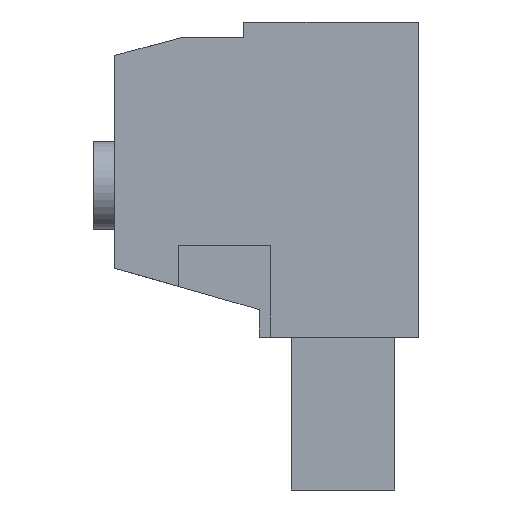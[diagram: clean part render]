
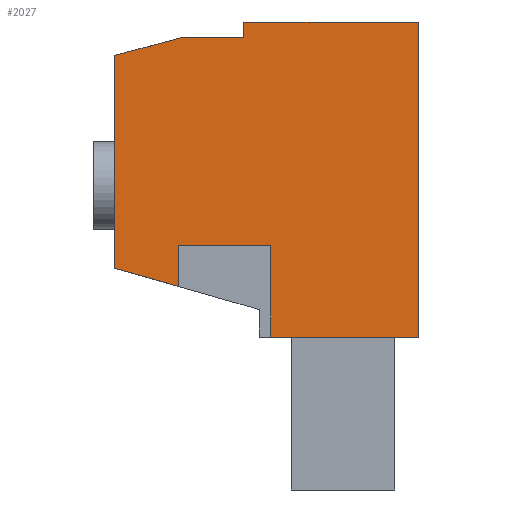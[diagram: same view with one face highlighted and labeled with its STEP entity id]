
A CAD part, left-side view. The second image highlights one B-rep face of the part: STEP entity #2027.
In plain terms, the highlighted planar face has unit normal (-1, 0, 0).
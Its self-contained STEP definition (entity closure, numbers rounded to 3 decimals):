
#1951=AXIS2_PLACEMENT_3D('Plane Axis2P3D',#1948,#1949,#1950) ;
#779=CARTESIAN_POINT('Vertex',(0.,0.,14.4)) ;
#782=CARTESIAN_POINT('Line Origine',(0.,6.95,14.4)) ;
#786=CARTESIAN_POINT('Vertex',(0.,13.9,14.4)) ;
#1715=CARTESIAN_POINT('Vertex',(0.,0.,44.1)) ;
#1718=CARTESIAN_POINT('Line Origine',(0.,0.,29.25)) ;
#1948=CARTESIAN_POINT('Axis2P3D Location',(0.,0.,0.)) ;
#1953=CARTESIAN_POINT('Line Origine',(0.,8.225,44.1)) ;
#1957=CARTESIAN_POINT('Vertex',(0.,16.45,44.1)) ;
#1960=CARTESIAN_POINT('Line Origine',(0.,16.45,43.35)) ;
#1964=CARTESIAN_POINT('Vertex',(0.,16.45,42.6)) ;
#1967=CARTESIAN_POINT('Line Origine',(0.,19.446,42.6)) ;
#1971=CARTESIAN_POINT('Vertex',(0.,22.442,42.6)) ;
#1974=CARTESIAN_POINT('Line Origine',(0.,25.521,41.775)) ;
#1978=CARTESIAN_POINT('Vertex',(0.,28.6,40.95)) ;
#1981=CARTESIAN_POINT('Line Origine',(0.,28.6,30.925)) ;
#1985=CARTESIAN_POINT('Vertex',(0.,28.6,20.9)) ;
#1988=CARTESIAN_POINT('Line Origine',(0.,25.6,20.04)) ;
#1992=CARTESIAN_POINT('Vertex',(0.,22.6,19.18)) ;
#1995=CARTESIAN_POINT('Line Origine',(0.,22.6,21.115)) ;
#1999=CARTESIAN_POINT('Vertex',(0.,22.6,23.05)) ;
#2002=CARTESIAN_POINT('Line Origine',(0.,18.25,23.05)) ;
#2006=CARTESIAN_POINT('Vertex',(0.,13.9,23.05)) ;
#2009=CARTESIAN_POINT('Line Origine',(0.,13.9,18.725)) ;
#783=DIRECTION('Vector Direction',(0.,1.,0.)) ;
#1719=DIRECTION('Vector Direction',(0.,0.,-1.)) ;
#1949=DIRECTION('Axis2P3D Direction',(-1.,0.,0.)) ;
#1950=DIRECTION('Axis2P3D XDirection',(0.,0.,1.)) ;
#1954=DIRECTION('Vector Direction',(0.,-1.,0.)) ;
#1961=DIRECTION('Vector Direction',(0.,0.,1.)) ;
#1968=DIRECTION('Vector Direction',(0.,-1.,0.)) ;
#1975=DIRECTION('Vector Direction',(0.,-0.966,0.259)) ;
#1982=DIRECTION('Vector Direction',(0.,0.,1.)) ;
#1989=DIRECTION('Vector Direction',(0.,0.961,0.276)) ;
#1996=DIRECTION('Vector Direction',(0.,0.,1.)) ;
#2003=DIRECTION('Vector Direction',(0.,-1.,0.)) ;
#2010=DIRECTION('Vector Direction',(0.,0.,1.)) ;
#784=VECTOR('Line Direction',#783,1.) ;
#1720=VECTOR('Line Direction',#1719,1.) ;
#1955=VECTOR('Line Direction',#1954,1.) ;
#1962=VECTOR('Line Direction',#1961,1.) ;
#1969=VECTOR('Line Direction',#1968,1.) ;
#1976=VECTOR('Line Direction',#1975,1.) ;
#1983=VECTOR('Line Direction',#1982,1.) ;
#1990=VECTOR('Line Direction',#1989,1.) ;
#1997=VECTOR('Line Direction',#1996,1.) ;
#2004=VECTOR('Line Direction',#2003,1.) ;
#2011=VECTOR('Line Direction',#2010,1.) ;
#2015=ORIENTED_EDGE('',*,*,#788,.T.) ;
#2016=ORIENTED_EDGE('',*,*,#1722,.T.) ;
#2017=ORIENTED_EDGE('',*,*,#1959,.T.) ;
#2018=ORIENTED_EDGE('',*,*,#1966,.T.) ;
#2019=ORIENTED_EDGE('',*,*,#1973,.T.) ;
#2020=ORIENTED_EDGE('',*,*,#1980,.T.) ;
#2021=ORIENTED_EDGE('',*,*,#1987,.T.) ;
#2022=ORIENTED_EDGE('',*,*,#1994,.T.) ;
#2023=ORIENTED_EDGE('',*,*,#2001,.T.) ;
#2024=ORIENTED_EDGE('',*,*,#2008,.T.) ;
#2025=ORIENTED_EDGE('',*,*,#2013,.F.) ;
#2027=ADVANCED_FACE('HOUSING',(#2026),#1952,.T.) ;
#788=EDGE_CURVE('',#787,#780,#785,.F.) ;
#1722=EDGE_CURVE('',#780,#1716,#1721,.F.) ;
#1959=EDGE_CURVE('',#1716,#1958,#1956,.F.) ;
#1966=EDGE_CURVE('',#1958,#1965,#1963,.F.) ;
#1973=EDGE_CURVE('',#1965,#1972,#1970,.F.) ;
#1980=EDGE_CURVE('',#1972,#1979,#1977,.F.) ;
#1987=EDGE_CURVE('',#1979,#1986,#1984,.F.) ;
#1994=EDGE_CURVE('',#1986,#1993,#1991,.F.) ;
#2001=EDGE_CURVE('',#1993,#2000,#1998,.T.) ;
#2008=EDGE_CURVE('',#2000,#2007,#2005,.T.) ;
#2013=EDGE_CURVE('',#787,#2007,#2012,.T.) ;
#2014=EDGE_LOOP('',(#2015,#2016,#2017,#2018,#2019,#2020,#2021,#2022,#2023,#2024,#2025)) ;
#2026=FACE_OUTER_BOUND('',#2014,.T.) ;
#785=LINE('Line',#782,#784) ;
#1721=LINE('Line',#1718,#1720) ;
#1956=LINE('Line',#1953,#1955) ;
#1963=LINE('Line',#1960,#1962) ;
#1970=LINE('Line',#1967,#1969) ;
#1977=LINE('Line',#1974,#1976) ;
#1984=LINE('Line',#1981,#1983) ;
#1991=LINE('Line',#1988,#1990) ;
#1998=LINE('Line',#1995,#1997) ;
#2005=LINE('Line',#2002,#2004) ;
#2012=LINE('Line',#2009,#2011) ;
#1952=PLANE('',#1951) ;
#780=VERTEX_POINT('',#779) ;
#787=VERTEX_POINT('',#786) ;
#1716=VERTEX_POINT('',#1715) ;
#1958=VERTEX_POINT('',#1957) ;
#1965=VERTEX_POINT('',#1964) ;
#1972=VERTEX_POINT('',#1971) ;
#1979=VERTEX_POINT('',#1978) ;
#1986=VERTEX_POINT('',#1985) ;
#1993=VERTEX_POINT('',#1992) ;
#2000=VERTEX_POINT('',#1999) ;
#2007=VERTEX_POINT('',#2006) ;
